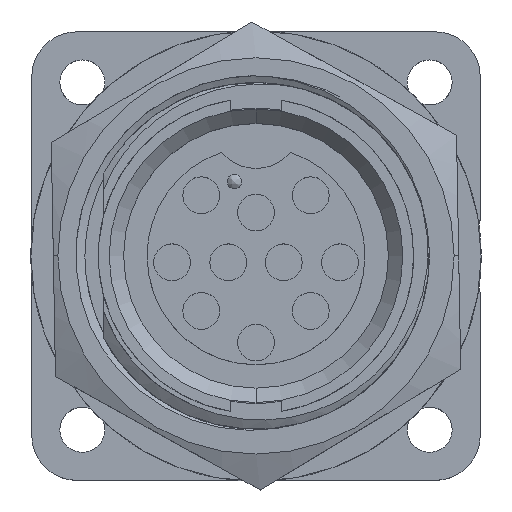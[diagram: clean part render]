
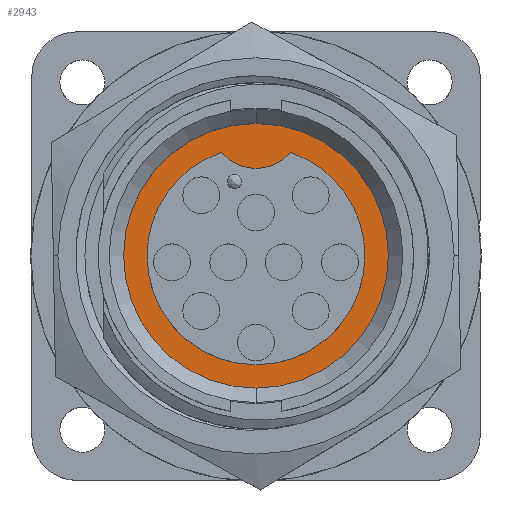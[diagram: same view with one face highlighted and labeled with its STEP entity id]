
A CAD part, top view. The second image highlights one B-rep face of the part: STEP entity #2943.
In plain terms, the highlighted planar face has unit normal (0, 0, 1).
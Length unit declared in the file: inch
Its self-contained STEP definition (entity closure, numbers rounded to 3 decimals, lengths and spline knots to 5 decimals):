
#229 = EDGE_LOOP ( 'NONE', ( #11744, #11775 ) ) ;
#2943 = ADVANCED_FACE ( 'NONE', ( #11424, #11425 ), #14979, .T. ) ;
#2980 = EDGE_CURVE ( 'NONE', #11217, #11289, #7478, .T. ) ;
#3004 = EDGE_CURVE ( 'NONE', #11211, #11209, #7987, .T. ) ;
#3235 = EDGE_CURVE ( 'NONE', #11289, #11215, #7724, .T. ) ;
#3238 = EDGE_CURVE ( 'NONE', #11214, #11217, #7712, .T. ) ;
#3324 = EDGE_CURVE ( 'NONE', #11215, #11214, #7622, .T. ) ;
#3384 = EDGE_CURVE ( 'NONE', #11209, #11211, #7556, .T. ) ;
#7448 = AXIS2_PLACEMENT_3D ( 'NONE', #14837, #14836, #14835 ) ;
#7454 = AXIS2_PLACEMENT_3D ( 'NONE', #14933, #15249, #15250 ) ;
#7478 = CIRCLE ( 'NONE', #7454, 0.3025 ) ;
#7551 = AXIS2_PLACEMENT_3D ( 'NONE', #14160, #14161, #14162 ) ;
#7556 = CIRCLE ( 'NONE', #7551, 0.3675 ) ;
#7616 = AXIS2_PLACEMENT_3D ( 'NONE', #13298, #13299, #13300 ) ;
#7622 = CIRCLE ( 'NONE', #7616, 0.3025 ) ;
#7708 = AXIS2_PLACEMENT_3D ( 'NONE', #9388, #9389, #9390 ) ;
#7710 = AXIS2_PLACEMENT_3D ( 'NONE', #9353, #9354, #9355 ) ;
#7712 = CIRCLE ( 'NONE', #7708, 0.3025 ) ;
#7724 = CIRCLE ( 'NONE', #7710, 0.125 ) ;
#7959 = AXIS2_PLACEMENT_3D ( 'NONE', #14980, #14981, #14982 ) ;
#7987 = CIRCLE ( 'NONE', #7448, 0.3675 ) ;
#9353 = CARTESIAN_POINT ( 'NONE',  ( 0., 0.3675, -0.21 ) ) ;
#9354 = DIRECTION ( 'NONE',  ( 0., 0., 1. ) ) ;
#9355 = DIRECTION ( 'NONE',  ( 1., 0., 0. ) ) ;
#9388 = CARTESIAN_POINT ( 'NONE',  ( 0., 0., -0.21 ) ) ;
#9389 = DIRECTION ( 'NONE',  ( 0., 0., -1. ) ) ;
#9390 = DIRECTION ( 'NONE',  ( -1., 0., 0. ) ) ;
#10304 = CARTESIAN_POINT ( 'NONE',  ( -0.3675, 0., -0.21 ) ) ;
#10306 = CARTESIAN_POINT ( 'NONE',  ( 0.3675, 0., -0.21 ) ) ;
#10309 = CARTESIAN_POINT ( 'NONE',  ( 0.3025, 0., -0.21 ) ) ;
#10310 = CARTESIAN_POINT ( 'NONE',  ( 0.09562, 0.28699, -0.21 ) ) ;
#10312 = CARTESIAN_POINT ( 'NONE',  ( -0.3025, 0., -0.21 ) ) ;
#10384 = CARTESIAN_POINT ( 'NONE',  ( -0.09562, 0.28699, -0.21 ) ) ;
#11209 = VERTEX_POINT ( 'NONE', #10304 ) ;
#11211 = VERTEX_POINT ( 'NONE', #10306 ) ;
#11214 = VERTEX_POINT ( 'NONE', #10309 ) ;
#11215 = VERTEX_POINT ( 'NONE', #10310 ) ;
#11217 = VERTEX_POINT ( 'NONE', #10312 ) ;
#11289 = VERTEX_POINT ( 'NONE', #10384 ) ;
#11424 = FACE_BOUND ( 'NONE', #14825, .T. ) ;
#11425 = FACE_OUTER_BOUND ( 'NONE', #229, .T. ) ;
#11666 = ORIENTED_EDGE ( 'NONE', *, *, #3324, .T. ) ;
#11671 = ORIENTED_EDGE ( 'NONE', *, *, #2980, .T. ) ;
#11711 = ORIENTED_EDGE ( 'NONE', *, *, #3238, .T. ) ;
#11744 = ORIENTED_EDGE ( 'NONE', *, *, #3004, .T. ) ;
#11756 = ORIENTED_EDGE ( 'NONE', *, *, #3235, .T. ) ;
#11775 = ORIENTED_EDGE ( 'NONE', *, *, #3384, .T. ) ;
#13298 = CARTESIAN_POINT ( 'NONE',  ( 0., 0., -0.21 ) ) ;
#13299 = DIRECTION ( 'NONE',  ( 0., 0., -1. ) ) ;
#13300 = DIRECTION ( 'NONE',  ( -1., 0., 0. ) ) ;
#14160 = CARTESIAN_POINT ( 'NONE',  ( 0., 0., -0.21 ) ) ;
#14161 = DIRECTION ( 'NONE',  ( 0., 0., 1. ) ) ;
#14162 = DIRECTION ( 'NONE',  ( 1., 0., 0. ) ) ;
#14825 = EDGE_LOOP ( 'NONE', ( #11756, #11666, #11711, #11671 ) ) ;
#14835 = DIRECTION ( 'NONE',  ( 1., 0., 0. ) ) ;
#14836 = DIRECTION ( 'NONE',  ( 0., 0., 1. ) ) ;
#14837 = CARTESIAN_POINT ( 'NONE',  ( 0., 0., -0.21 ) ) ;
#14933 = CARTESIAN_POINT ( 'NONE',  ( 0., 0., -0.21 ) ) ;
#14979 = PLANE ( 'NONE',  #7959 ) ;
#14980 = CARTESIAN_POINT ( 'NONE',  ( 0., 0., -0.21 ) ) ;
#14981 = DIRECTION ( 'NONE',  ( 0., 0., 1. ) ) ;
#14982 = DIRECTION ( 'NONE',  ( 1., 0., 0. ) ) ;
#15249 = DIRECTION ( 'NONE',  ( 0., 0., -1. ) ) ;
#15250 = DIRECTION ( 'NONE',  ( -1., 0., 0. ) ) ;
